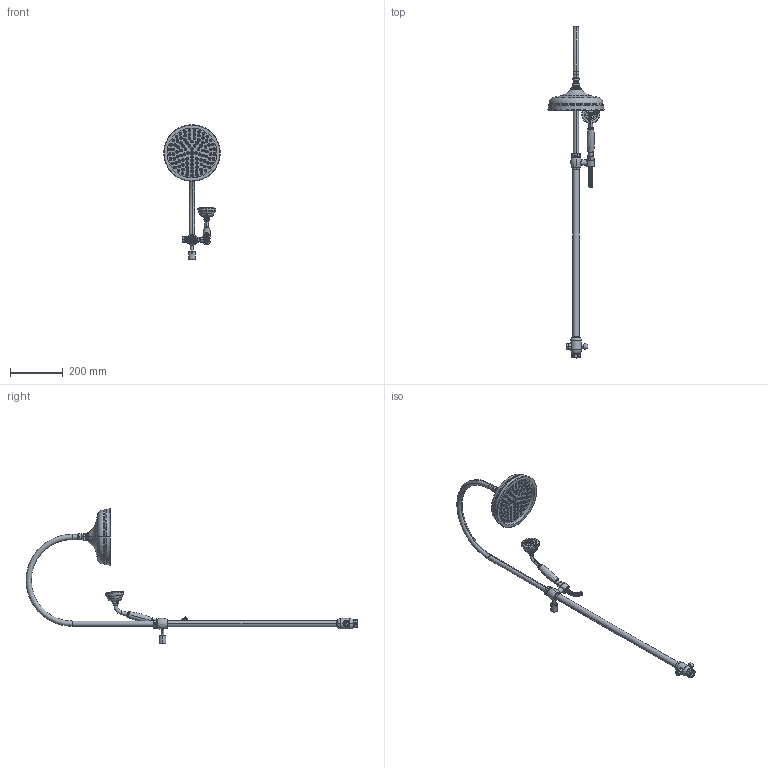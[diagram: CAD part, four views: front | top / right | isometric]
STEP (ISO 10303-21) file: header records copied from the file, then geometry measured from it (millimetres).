
FILE_DESCRIPTION((''),'2;1');
FILE_NAME('ZCOL200CR','2022-06-17T10:13:51',('ut3'),('PAFFONI SpA'),'CREO PARAMETRIC BY PTC INC, 2021404','CREO PARAMETRIC BY PTC INC, 2021404','');
FILE_SCHEMA(('CONFIG_CONTROL_DESIGN','SHAPE_APPEARANCE_LAYERS_GROUPS'));
Products named in the file (1): ZCOL200CR
Bounding box: 215 x 1263 x 512 mm (x, y, z)
Volume: 1741649.8 mm3; surface area: 426571 mm2
Topology: 6 solids, 6 shells, 2361 faces, 5432 edges, 3492 vertices
Faces by surface type: plane 940, cylinder 704, bspline 318, cone 249, torus 120, sphere 30
Entity records: 140846 total; most frequent: CARTESIAN_POINT 70721, DIRECTION 11393, ORIENTED_EDGE 10834, EDGE_CURVE 5417, AXIS2_PLACEMENT_3D 4685, VERTEX_POINT 3490, EDGE_LOOP 2897, CIRCLE 2642
